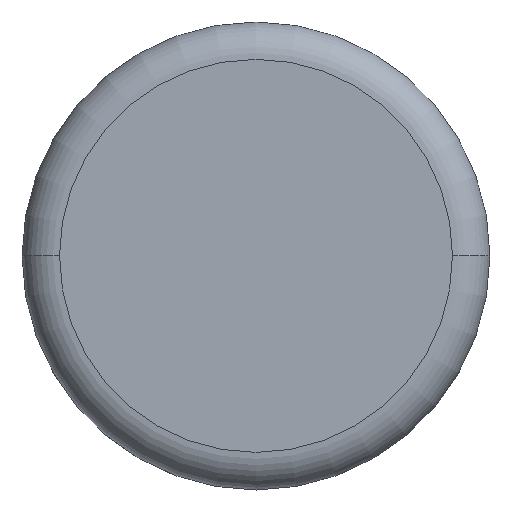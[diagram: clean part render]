
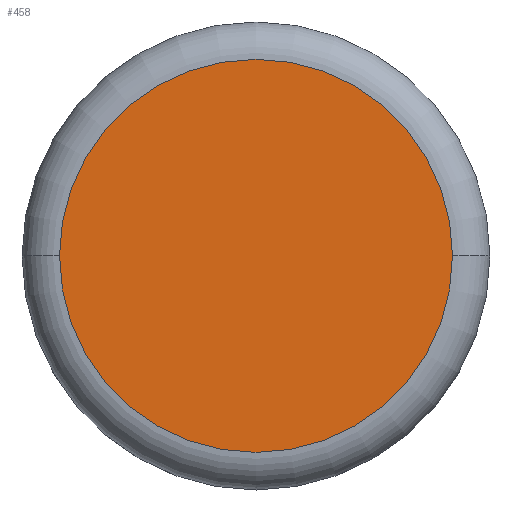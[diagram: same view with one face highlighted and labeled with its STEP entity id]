
A CAD part, top view. The second image highlights one B-rep face of the part: STEP entity #458.
In plain terms, the highlighted planar face has unit normal (0, 0, 1).
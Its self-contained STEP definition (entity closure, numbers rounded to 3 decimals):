
#240=VERTEX_POINT('',#630);
#308=VERTEX_POINT('',#708);
#420=EDGE_CURVE('',#240,#308,#830,.T.);
#458=ADVANCED_FACE('',(#875),#876,.T.);
#460=EDGE_CURVE('',#308,#240,#878,.T.);
#630=CARTESIAN_POINT('',(10.5,0.,22.5));
#708=CARTESIAN_POINT('',(-10.5,0.,22.5));
#830=CIRCLE('',#1338,10.5);
#875=FACE_OUTER_BOUND('',#1399,.T.);
#876=PLANE('',#1400);
#878=CIRCLE('',#1403,10.5);
#1338=AXIS2_PLACEMENT_3D('',#1861,#1862,#1863);
#1399=EDGE_LOOP('',(#1946,#1947));
#1400=AXIS2_PLACEMENT_3D('',#1948,#1949,#1950);
#1403=AXIS2_PLACEMENT_3D('',#1951,#1952,#1953);
#1861=CARTESIAN_POINT('',(0.0,0.,22.5));
#1862=DIRECTION('',(-0.0,0.0,-1.0));
#1863=DIRECTION('',(-1.0,0.0,0.0));
#1946=ORIENTED_EDGE('',*,*,#420,.F.);
#1947=ORIENTED_EDGE('',*,*,#460,.F.);
#1948=CARTESIAN_POINT('',(-5.5,0.,22.5));
#1949=DIRECTION('',(0.0,0.0,1.0));
#1950=DIRECTION('',(-1.0,0.,0.0));
#1951=CARTESIAN_POINT('',(0.0,0.,22.5));
#1952=DIRECTION('',(-0.0,0.0,-1.0));
#1953=DIRECTION('',(-1.0,0.0,0.0));
